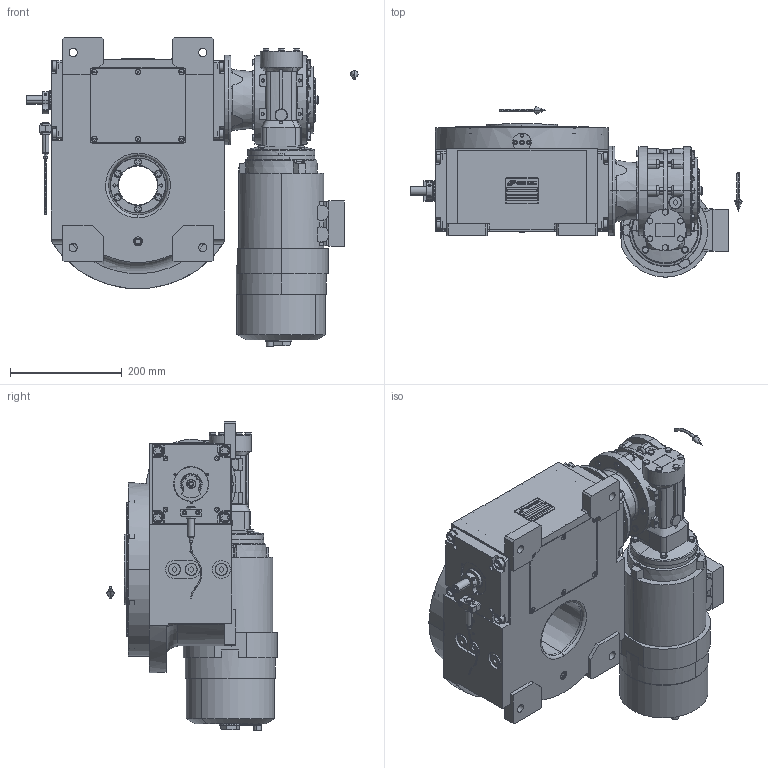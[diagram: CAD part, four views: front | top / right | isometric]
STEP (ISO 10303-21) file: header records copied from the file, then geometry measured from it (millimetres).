
FILE_DESCRIPTION (( 'STEP AP203' ), '1' );
FILE_NAME ('PC5007455.step', '2025-11-27T13:16:02', ( '' ), ( '' ), 'SwSTEP 2.0', 'SolidWorks 2020', '' );
FILE_SCHEMA (( 'CONFIG_CONTROL_DESIGN' ));
Length unit declared in the file: millimetre
Products named in the file (90): CFN2356_03_053.stp; 900_38_30_003; cfn2205_01_015; cfn2000_01_081; cfn2155_01_095; cfn2003_01_054; cfn2000_01_099; RMI70_F3_LCB_SX_80B14; cfn2151_01_167; cfn2000_01_126; CFN2000_01_185.stp; CFN2223_02_004.stp; PC5007455; AS_rig09_004; freccia_angolare; rig09_002_bl; BA80B14; rig09_016; CFN2010_01_020.stp; 900_38_11_06_4; cfn2276_01_056; rig09_071_8_m.stp; rig09_004; AS_rig09_002_bl; cfn2107_01_001; cfn2070_05_009; RIG09_005_AF0.stp; freccia_angolare_albero; CFN2203_02_002.stp; cfn2115_02_057; cfn2401_01_003; rig09_001_a; cfn2077_01_036; rig09_017; rig09_007_master; RIG09_021_AF0.stp; cfn2115_01_006; RIG09_005_ASM.stp; cfn2476_01_002_60x46; CFN2010_02_002.stp ...
Assembly tree (79 placements, depth 5):
  CFN2356_03_053.stp
  cfn2205_01_015
  cfn2151_01_167
  CFN2223_02_004.stp
  PC5007455
    rig09_001_a
    AS_cfn2476_01_002_60x46
      cfn2476_01_002_60x46
      cfn2107_01_001
      cfn2107_01_001
    AS_rig09_071_8_m
      rig09_071_8_m.stp
        RIG09_005_ASM.stp
          RIG09_005_AF0.stp
          RIG09_021_AF0.stp
          CFN2000_01_185.stp
          CFN2000_01_185.stp
          CFN2104_02_018.stp
        CFN2155_01_195.stp
        CFN2010_02_002.stp
      rig09_003_8
      cfn2000_01_099
      cfn2000_01_099
      cfn2000_01_099
      cfn2000_01_099
      cfn2000_01_099
      cfn2000_01_099
      cfn2000_01_099
      cfn2000_01_099
      cfn2104_01_018  x2
    AS_rig09_017
      rig09_017
      cfn2000_01_126
      cfn2000_01_126
      cfn2000_01_126
      cfn2000_01_126
      cfn2000_01_126
      cfn2000_01_126
      cfn2155_01_196
    AS_rig09_004
      rig09_004
      cfn2000_01_081
      cfn2155_01_095
      cfn2070_05_009
      cfn2000_01_081
      cfn2000_01_081
      cfn2000_01_081
    AS_rig09_004
      rig09_004
      cfn2000_01_081
      cfn2155_01_095
      cfn2070_05_009
      cfn2000_01_081
      cfn2000_01_081
      cfn2000_01_081
    AS_rig09_002_bl
      rig09_002_bl
      cfn2115_01_006
    cfn2128_04_002  x3
    cfn2128_19_002
Bounding box: 594.5 x 305 x 553.38 mm (x, y, z)
Volume: 12902076.9 mm3; surface area: 1797906.6 mm2
Topology: 69 solids, 71 shells, 3845 faces, 9568 edges, 6080 vertices
Faces by surface type: plane 1882, cylinder 1133, cone 582, torus 232, bspline 12, sphere 4
Entity records: 139354 total; most frequent: CARTESIAN_POINT 40098, DIRECTION 18809, ORIENTED_EDGE 18674, EDGE_CURVE 9339, AXIS2_PLACEMENT_3D 6909, VERTEX_POINT 5992, VECTOR 4991, LINE 4991
